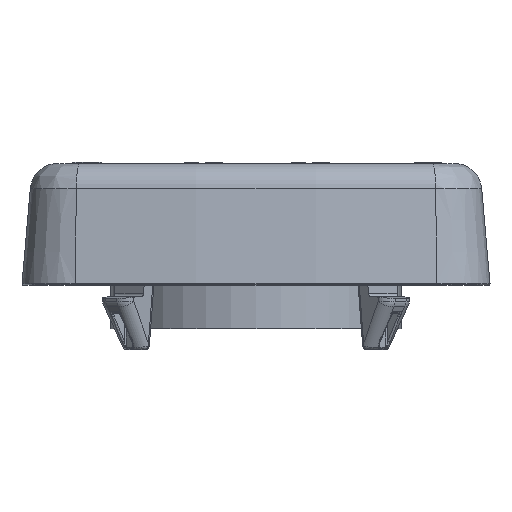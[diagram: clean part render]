
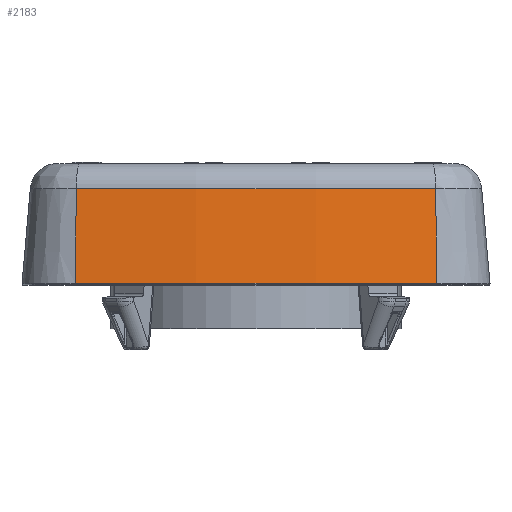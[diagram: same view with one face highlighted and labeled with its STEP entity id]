
A CAD part, left-side view. The second image highlights one B-rep face of the part: STEP entity #2183.
In plain terms, the highlighted conical face has half-angle 5 degrees and reference radius 182.518 mm.
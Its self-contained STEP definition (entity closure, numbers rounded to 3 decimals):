
#95=CONICAL_SURFACE('',#27858,182.518,5.);
#2183=ADVANCED_FACE('',(#3740),#95,.T.);
#3740=FACE_OUTER_BOUND('',#5185,.T.);
#5185=EDGE_LOOP('',(#14630,#14631,#14632,#14633));
#6877=LINE('',#41057,#10013);
#6878=LINE('',#41058,#10014);
#10013=VECTOR('',#31322,1.);
#10014=VECTOR('',#31323,1.);
#14630=ORIENTED_EDGE('',*,*,#23808,.F.);
#14631=ORIENTED_EDGE('',*,*,#23809,.F.);
#14632=ORIENTED_EDGE('',*,*,#23446,.T.);
#14633=ORIENTED_EDGE('',*,*,#23810,.F.);
#20716=VERTEX_POINT('',#40328);
#20717=VERTEX_POINT('',#40329);
#20897=VERTEX_POINT('',#41055);
#20898=VERTEX_POINT('',#41056);
#23446=EDGE_CURVE('',#20716,#20717,#26739,.T.);
#23808=EDGE_CURVE('',#20897,#20898,#26837,.T.);
#23809=EDGE_CURVE('',#20716,#20897,#6877,.T.);
#23810=EDGE_CURVE('',#20898,#20717,#6878,.T.);
#26739=CIRCLE('',#27578,183.033);
#26837=CIRCLE('',#27857,182.003);
#27578=AXIS2_PLACEMENT_3D('',#40327,#30499,#30500);
#27857=AXIS2_PLACEMENT_3D('',#41054,#31320,#31321);
#27858=AXIS2_PLACEMENT_3D('',#41059,#31324,#31325);
#30499=DIRECTION('',(0.,0.,1.));
#30500=DIRECTION('',(-0.992,-0.123,0.));
#31320=DIRECTION('',(0.,0.,1.));
#31321=DIRECTION('',(-0.992,0.123,0.));
#31322=DIRECTION('',(0.086,-0.011,0.996));
#31323=DIRECTION('',(-0.086,-0.011,-0.996));
#31324=DIRECTION('',(0.,0.,-1.));
#31325=DIRECTION('',(-1.,0.,0.));
#40327=CARTESIAN_POINT('',(108.25,0.,-0.383));
#40328=CARTESIAN_POINT('',(-73.405,22.423,-0.383));
#40329=CARTESIAN_POINT('',(-73.405,-22.423,-0.383));
#41054=CARTESIAN_POINT('',(108.25,0.,11.396));
#41055=CARTESIAN_POINT('',(-72.382,22.297,11.396));
#41056=CARTESIAN_POINT('',(-72.382,-22.297,11.396));
#41057=CARTESIAN_POINT('',(-72.382,22.297,11.396));
#41058=CARTESIAN_POINT('',(-72.382,-22.297,11.396));
#41059=CARTESIAN_POINT('',(108.25,0.,5.507));
